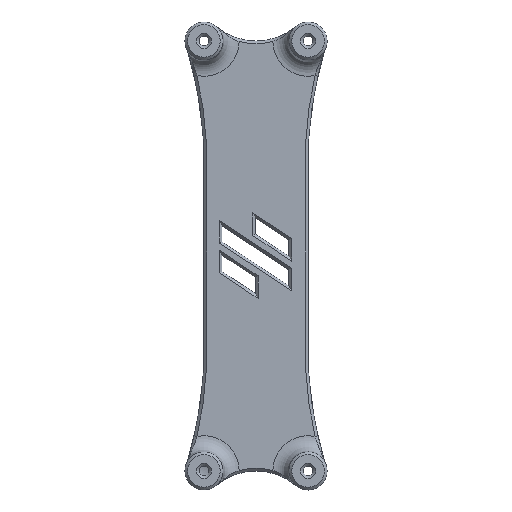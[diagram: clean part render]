
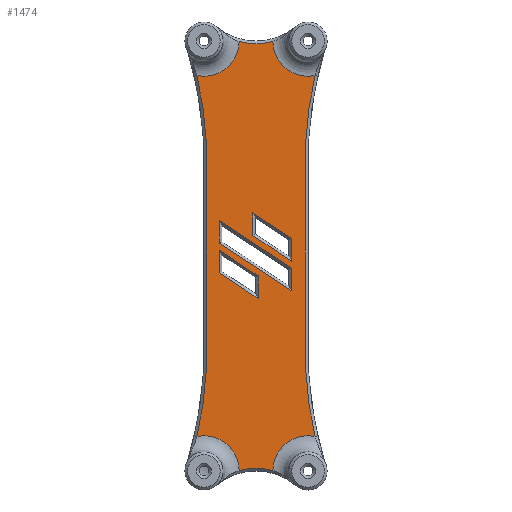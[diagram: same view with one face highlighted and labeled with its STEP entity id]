
A CAD part, top view. The second image highlights one B-rep face of the part: STEP entity #1474.
In plain terms, the highlighted planar face has unit normal (0, 0, 1).
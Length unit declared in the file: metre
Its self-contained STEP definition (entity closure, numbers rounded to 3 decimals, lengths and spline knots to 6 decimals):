
#106=CIRCLE('',#1590,0.0065);
#107=CIRCLE('',#1591,0.011957);
#108=CIRCLE('',#1592,0.0065);
#109=CIRCLE('',#1593,0.0705);
#110=CIRCLE('',#1594,0.0705);
#111=CIRCLE('',#1595,0.0065);
#112=CIRCLE('',#1596,0.011957);
#113=CIRCLE('',#1597,0.0065);
#114=CIRCLE('',#1598,0.0705);
#115=CIRCLE('',#1599,0.0705);
#170=ORIENTED_EDGE('',*,*,#594,.T.);
#171=ORIENTED_EDGE('',*,*,#595,.T.);
#172=ORIENTED_EDGE('',*,*,#596,.T.);
#173=ORIENTED_EDGE('',*,*,#597,.T.);
#174=ORIENTED_EDGE('',*,*,#598,.T.);
#175=ORIENTED_EDGE('',*,*,#599,.T.);
#176=ORIENTED_EDGE('',*,*,#600,.T.);
#177=ORIENTED_EDGE('',*,*,#601,.T.);
#178=ORIENTED_EDGE('',*,*,#602,.T.);
#179=ORIENTED_EDGE('',*,*,#603,.T.);
#180=ORIENTED_EDGE('',*,*,#604,.T.);
#181=ORIENTED_EDGE('',*,*,#605,.T.);
#182=ORIENTED_EDGE('',*,*,#606,.T.);
#183=ORIENTED_EDGE('',*,*,#607,.T.);
#184=ORIENTED_EDGE('',*,*,#608,.T.);
#185=ORIENTED_EDGE('',*,*,#609,.T.);
#186=ORIENTED_EDGE('',*,*,#610,.T.);
#187=ORIENTED_EDGE('',*,*,#611,.T.);
#188=ORIENTED_EDGE('',*,*,#612,.T.);
#189=ORIENTED_EDGE('',*,*,#613,.T.);
#190=ORIENTED_EDGE('',*,*,#614,.T.);
#191=ORIENTED_EDGE('',*,*,#615,.T.);
#192=ORIENTED_EDGE('',*,*,#616,.T.);
#193=ORIENTED_EDGE('',*,*,#617,.T.);
#594=EDGE_CURVE('',#806,#807,#938,.T.);
#595=EDGE_CURVE('',#807,#808,#939,.T.);
#596=EDGE_CURVE('',#808,#809,#940,.T.);
#597=EDGE_CURVE('',#809,#806,#941,.T.);
#598=EDGE_CURVE('',#810,#811,#942,.T.);
#599=EDGE_CURVE('',#811,#812,#943,.T.);
#600=EDGE_CURVE('',#812,#813,#944,.T.);
#601=EDGE_CURVE('',#813,#810,#945,.T.);
#602=EDGE_CURVE('',#814,#815,#946,.T.);
#603=EDGE_CURVE('',#815,#816,#947,.T.);
#604=EDGE_CURVE('',#816,#817,#948,.T.);
#605=EDGE_CURVE('',#817,#814,#949,.T.);
#606=EDGE_CURVE('',#818,#819,#106,.F.);
#607=EDGE_CURVE('',#819,#820,#107,.F.);
#608=EDGE_CURVE('',#820,#821,#108,.F.);
#609=EDGE_CURVE('',#821,#822,#109,.F.);
#610=EDGE_CURVE('',#822,#823,#950,.T.);
#611=EDGE_CURVE('',#823,#824,#110,.F.);
#612=EDGE_CURVE('',#824,#825,#111,.F.);
#613=EDGE_CURVE('',#825,#826,#112,.F.);
#614=EDGE_CURVE('',#826,#827,#113,.F.);
#615=EDGE_CURVE('',#827,#828,#114,.F.);
#616=EDGE_CURVE('',#828,#829,#951,.T.);
#617=EDGE_CURVE('',#829,#818,#115,.F.);
#806=VERTEX_POINT('',#2176);
#807=VERTEX_POINT('',#2177);
#808=VERTEX_POINT('',#2179);
#809=VERTEX_POINT('',#2181);
#810=VERTEX_POINT('',#2184);
#811=VERTEX_POINT('',#2185);
#812=VERTEX_POINT('',#2187);
#813=VERTEX_POINT('',#2189);
#814=VERTEX_POINT('',#2192);
#815=VERTEX_POINT('',#2193);
#816=VERTEX_POINT('',#2195);
#817=VERTEX_POINT('',#2197);
#818=VERTEX_POINT('',#2200);
#819=VERTEX_POINT('',#2201);
#820=VERTEX_POINT('',#2203);
#821=VERTEX_POINT('',#2205);
#822=VERTEX_POINT('',#2207);
#823=VERTEX_POINT('',#2209);
#824=VERTEX_POINT('',#2211);
#825=VERTEX_POINT('',#2213);
#826=VERTEX_POINT('',#2215);
#827=VERTEX_POINT('',#2217);
#828=VERTEX_POINT('',#2219);
#829=VERTEX_POINT('',#2221);
#938=LINE('',#2175,#1046);
#939=LINE('',#2178,#1047);
#940=LINE('',#2180,#1048);
#941=LINE('',#2182,#1049);
#942=LINE('',#2183,#1050);
#943=LINE('',#2186,#1051);
#944=LINE('',#2188,#1052);
#945=LINE('',#2190,#1053);
#946=LINE('',#2191,#1054);
#947=LINE('',#2194,#1055);
#948=LINE('',#2196,#1056);
#949=LINE('',#2198,#1057);
#950=LINE('',#2208,#1058);
#951=LINE('',#2220,#1059);
#1046=VECTOR('',#1751,1.);
#1047=VECTOR('',#1752,1.);
#1048=VECTOR('',#1753,1.);
#1049=VECTOR('',#1754,1.);
#1050=VECTOR('',#1755,1.);
#1051=VECTOR('',#1756,1.);
#1052=VECTOR('',#1757,1.);
#1053=VECTOR('',#1758,1.);
#1054=VECTOR('',#1759,1.);
#1055=VECTOR('',#1760,1.);
#1056=VECTOR('',#1761,1.);
#1057=VECTOR('',#1762,1.);
#1058=VECTOR('',#1771,1.);
#1059=VECTOR('',#1782,1.);
#1154=EDGE_LOOP('',(#170,#171,#172,#173));
#1155=EDGE_LOOP('',(#174,#175,#176,#177));
#1156=EDGE_LOOP('',(#178,#179,#180,#181));
#1157=EDGE_LOOP('',(#182,#183,#184,#185,#186,#187,#188,#189,#190,#191,#192,
#193));
#1290=FACE_BOUND('',#1154,.T.);
#1291=FACE_BOUND('',#1155,.T.);
#1292=FACE_BOUND('',#1156,.T.);
#1293=FACE_BOUND('',#1157,.T.);
#1426=PLANE('',#1589);
#1474=ADVANCED_FACE('',(#1290,#1291,#1292,#1293),#1426,.T.);
#1589=AXIS2_PLACEMENT_3D('',#2174,#1749,#1750);
#1590=AXIS2_PLACEMENT_3D('',#2199,#1763,#1764);
#1591=AXIS2_PLACEMENT_3D('',#2202,#1765,#1766);
#1592=AXIS2_PLACEMENT_3D('',#2204,#1767,#1768);
#1593=AXIS2_PLACEMENT_3D('',#2206,#1769,#1770);
#1594=AXIS2_PLACEMENT_3D('',#2210,#1772,#1773);
#1595=AXIS2_PLACEMENT_3D('',#2212,#1774,#1775);
#1596=AXIS2_PLACEMENT_3D('',#2214,#1776,#1777);
#1597=AXIS2_PLACEMENT_3D('',#2216,#1778,#1779);
#1598=AXIS2_PLACEMENT_3D('',#2218,#1780,#1781);
#1599=AXIS2_PLACEMENT_3D('',#2222,#1783,#1784);
#1749=DIRECTION('',(0.,0.,1.));
#1750=DIRECTION('',(1.,0.,0.));
#1751=DIRECTION('',(-0.836,0.549,0.));
#1752=DIRECTION('',(0.,1.,0.));
#1753=DIRECTION('',(0.836,-0.549,0.));
#1754=DIRECTION('',(0.,-1.,0.));
#1755=DIRECTION('',(-0.836,0.549,0.));
#1756=DIRECTION('',(0.,1.,0.));
#1757=DIRECTION('',(0.836,-0.549,0.));
#1758=DIRECTION('',(0.,-1.,0.));
#1759=DIRECTION('',(-0.836,0.549,0.));
#1760=DIRECTION('',(0.,1.,0.));
#1761=DIRECTION('',(0.836,-0.549,0.));
#1762=DIRECTION('',(0.,-1.,0.));
#1763=DIRECTION('',(0.,0.,1.));
#1764=DIRECTION('',(1.,0.,0.));
#1765=DIRECTION('',(0.,0.,1.));
#1766=DIRECTION('',(1.,0.,0.));
#1767=DIRECTION('',(0.,0.,1.));
#1768=DIRECTION('',(1.,0.,0.));
#1769=DIRECTION('',(0.,0.,1.));
#1770=DIRECTION('',(1.,0.,0.));
#1771=DIRECTION('',(0.,-1.,0.));
#1772=DIRECTION('',(0.,0.,1.));
#1773=DIRECTION('',(1.,0.,0.));
#1774=DIRECTION('',(0.,0.,1.));
#1775=DIRECTION('',(1.,0.,0.));
#1776=DIRECTION('',(0.,0.,1.));
#1777=DIRECTION('',(1.,0.,0.));
#1778=DIRECTION('',(0.,0.,1.));
#1779=DIRECTION('',(1.,0.,0.));
#1780=DIRECTION('',(0.,0.,1.));
#1781=DIRECTION('',(1.,0.,0.));
#1782=DIRECTION('',(0.,1.,0.));
#1783=DIRECTION('',(0.,0.,1.));
#1784=DIRECTION('',(1.,0.,0.));
#2174=CARTESIAN_POINT('',(0.002957,0.005237,0.003));
#2175=CARTESIAN_POINT('',(-0.006571,-0.00325,0.003));
#2176=CARTESIAN_POINT('',(0.000387,-0.007824,0.003));
#2177=CARTESIAN_POINT('',(-0.006796,-0.003102,0.003));
#2178=CARTESIAN_POINT('',(-0.006796,0.000139,0.003));
#2179=CARTESIAN_POINT('',(-0.006796,0.001066,0.003));
#2180=CARTESIAN_POINT('',(0.000161,-0.003507,0.003));
#2181=CARTESIAN_POINT('',(0.000387,-0.003656,0.003));
#2182=CARTESIAN_POINT('',(0.000387,-0.006897,0.003));
#2183=CARTESIAN_POINT('',(-0.006571,0.002225,0.003));
#2184=CARTESIAN_POINT('',(0.006569,-0.006413,0.003));
#2185=CARTESIAN_POINT('',(-0.006796,0.002373,0.003));
#2186=CARTESIAN_POINT('',(-0.006796,0.005614,0.003));
#2187=CARTESIAN_POINT('',(-0.006796,0.006541,0.003));
#2188=CARTESIAN_POINT('',(0.006344,-0.002097,0.003));
#2189=CARTESIAN_POINT('',(0.006569,-0.002245,0.003));
#2190=CARTESIAN_POINT('',(0.006569,-0.005486,0.003));
#2191=CARTESIAN_POINT('',(-0.000388,0.003635,0.003));
#2192=CARTESIAN_POINT('',(0.006569,-0.000938,0.003));
#2193=CARTESIAN_POINT('',(-0.000613,0.003783,0.003));
#2194=CARTESIAN_POINT('',(-0.000613,0.007025,0.003));
#2195=CARTESIAN_POINT('',(-0.000613,0.007952,0.003));
#2196=CARTESIAN_POINT('',(0.006344,0.003378,0.003));
#2197=CARTESIAN_POINT('',(0.006569,0.00323,0.003));
#2198=CARTESIAN_POINT('',(0.006569,-0.000011,0.003));
#2199=CARTESIAN_POINT('',(0.009615,0.039665,0.003));
#2200=CARTESIAN_POINT('',(0.010898,0.033293,0.003));
#2201=CARTESIAN_POINT('',(0.003116,0.039578,0.003));
#2202=CARTESIAN_POINT('',(0.,0.051122,0.003));
#2203=CARTESIAN_POINT('',(-0.003116,0.039578,0.003));
#2204=CARTESIAN_POINT('',(-0.009615,0.039665,0.003));
#2205=CARTESIAN_POINT('',(-0.010898,0.033293,0.003));
#2206=CARTESIAN_POINT('',(-0.079575,0.017365,0.003));
#2207=CARTESIAN_POINT('',(-0.009115,0.014992,0.003));
#2208=CARTESIAN_POINT('',(-0.009115,0.005237,0.003));
#2209=CARTESIAN_POINT('',(-0.009115,-0.014992,0.003));
#2210=CARTESIAN_POINT('',(-0.079575,-0.017365,0.003));
#2211=CARTESIAN_POINT('',(-0.010898,-0.033293,0.003));
#2212=CARTESIAN_POINT('',(-0.009615,-0.039665,0.003));
#2213=CARTESIAN_POINT('',(-0.003116,-0.039578,0.003));
#2214=CARTESIAN_POINT('',(0.,-0.051122,0.003));
#2215=CARTESIAN_POINT('',(0.003116,-0.039578,0.003));
#2216=CARTESIAN_POINT('',(0.009615,-0.039665,0.003));
#2217=CARTESIAN_POINT('',(0.010898,-0.033293,0.003));
#2218=CARTESIAN_POINT('',(0.079575,-0.017365,0.003));
#2219=CARTESIAN_POINT('',(0.009115,-0.014992,0.003));
#2220=CARTESIAN_POINT('',(0.009115,0.015,0.003));
#2221=CARTESIAN_POINT('',(0.009115,0.014992,0.003));
#2222=CARTESIAN_POINT('',(0.079575,0.017365,0.003));
